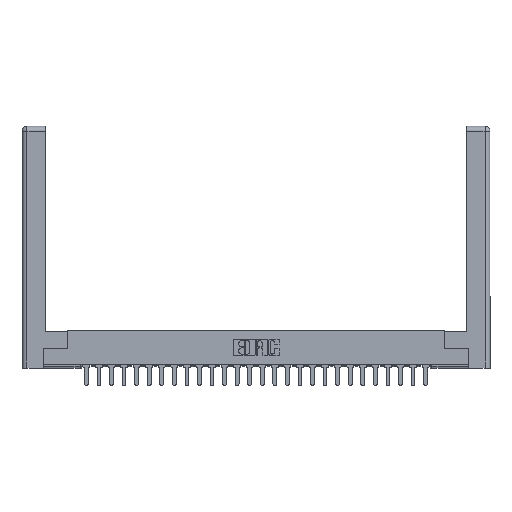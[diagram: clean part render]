
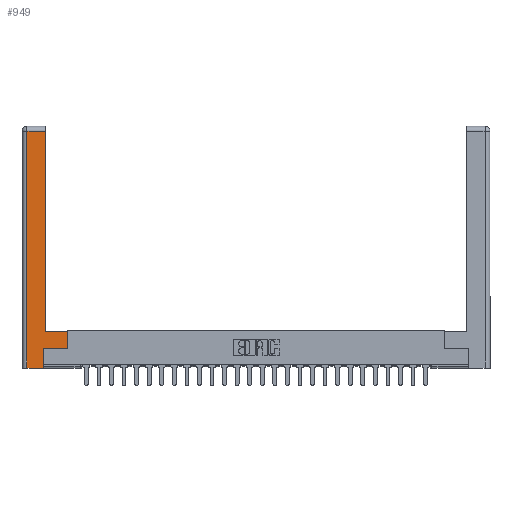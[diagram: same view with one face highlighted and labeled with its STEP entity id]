
A CAD part, top view. The second image highlights one B-rep face of the part: STEP entity #949.
In plain terms, the highlighted planar face has unit normal (0, 0, 1).
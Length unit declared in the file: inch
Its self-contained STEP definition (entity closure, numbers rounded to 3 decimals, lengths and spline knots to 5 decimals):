
#949 = ADVANCED_FACE ( 'NONE', ( #12803 ), #21846, .F. ) ;
#1131 = ORIENTED_EDGE ( 'NONE', *, *, #10493, .T. ) ;
#1154 = EDGE_CURVE ( 'NONE', #1539, #24591, #25236, .T. ) ;
#1398 = LINE ( 'NONE', #3337, #10047 ) ;
#1539 = VERTEX_POINT ( 'NONE', #22257 ) ;
#2199 = VECTOR ( 'NONE', #28441, 39.37008 ) ;
#3208 = DIRECTION ( 'NONE',  ( -1., 0., 0. ) ) ;
#3337 = CARTESIAN_POINT ( 'NONE',  ( 0.295, 0.45, 0. ) ) ;
#3568 = CARTESIAN_POINT ( 'NONE',  ( 0.0615, 2.94, 0. ) ) ;
#4578 = VECTOR ( 'NONE', #28898, 39.37008 ) ;
#4735 = EDGE_CURVE ( 'NONE', #8946, #18666, #24983, .T. ) ;
#5764 = LINE ( 'NONE', #17150, #20867 ) ;
#6151 = CARTESIAN_POINT ( 'NONE',  ( 0., 0., 0. ) ) ;
#6192 = EDGE_CURVE ( 'NONE', #24591, #8946, #26641, .T. ) ;
#8126 = DIRECTION ( 'NONE',  ( 0., 1., 0. ) ) ;
#8497 = CARTESIAN_POINT ( 'NONE',  ( 0.295, 0.45, 0. ) ) ;
#8694 = DIRECTION ( 'NONE',  ( 1., 0., 0. ) ) ;
#8946 = VERTEX_POINT ( 'NONE', #14976 ) ;
#9807 = CARTESIAN_POINT ( 'NONE',  ( 0.295, 2.94, 0. ) ) ;
#10047 = VECTOR ( 'NONE', #27922, 39.37008 ) ;
#10493 = EDGE_CURVE ( 'NONE', #16332, #27445, #26510, .T. ) ;
#10809 = CARTESIAN_POINT ( 'NONE',  ( 0.565, 0.245, 0. ) ) ;
#10917 = ORIENTED_EDGE ( 'NONE', *, *, #1154, .T. ) ;
#11022 = VERTEX_POINT ( 'NONE', #29106 ) ;
#11029 = VECTOR ( 'NONE', #24269, 39.37008 ) ;
#11080 = ORIENTED_EDGE ( 'NONE', *, *, #22509, .T. ) ;
#11352 = ORIENTED_EDGE ( 'NONE', *, *, #21968, .T. ) ;
#11485 = LINE ( 'NONE', #10809, #4578 ) ;
#12271 = EDGE_LOOP ( 'NONE', ( #1131, #13365, #10917, #18850, #15515, #11080, #12444, #11352 ) ) ;
#12444 = ORIENTED_EDGE ( 'NONE', *, *, #21045, .T. ) ;
#12803 = FACE_OUTER_BOUND ( 'NONE', #12271, .T. ) ;
#13365 = ORIENTED_EDGE ( 'NONE', *, *, #13492, .T. ) ;
#13492 = EDGE_CURVE ( 'NONE', #27445, #1539, #19653, .T. ) ;
#14976 = CARTESIAN_POINT ( 'NONE',  ( 0.265, 0., 0. ) ) ;
#15075 = CARTESIAN_POINT ( 'NONE',  ( 0.295, 3., 0. ) ) ;
#15170 = DIRECTION ( 'NONE',  ( 0., 0., -1. ) ) ;
#15515 = ORIENTED_EDGE ( 'NONE', *, *, #4735, .T. ) ;
#16332 = VERTEX_POINT ( 'NONE', #8497 ) ;
#17150 = CARTESIAN_POINT ( 'NONE',  ( 0.565, 0.45, 0. ) ) ;
#17764 = VECTOR ( 'NONE', #20209, 39.37008 ) ;
#17876 = CARTESIAN_POINT ( 'NONE',  ( 0.0615, 0., 0. ) ) ;
#18243 = CARTESIAN_POINT ( 'NONE',  ( 0.0615, 0., 0. ) ) ;
#18666 = VERTEX_POINT ( 'NONE', #27102 ) ;
#18850 = ORIENTED_EDGE ( 'NONE', *, *, #6192, .T. ) ;
#19653 = LINE ( 'NONE', #3568, #2199 ) ;
#20209 = DIRECTION ( 'NONE',  ( 0., 1., 0. ) ) ;
#20477 = VECTOR ( 'NONE', #27907, 39.37008 ) ;
#20867 = VECTOR ( 'NONE', #8126, 39.37008 ) ;
#21045 = EDGE_CURVE ( 'NONE', #11022, #21895, #5764, .T. ) ;
#21846 = PLANE ( 'NONE',  #23367 ) ;
#21895 = VERTEX_POINT ( 'NONE', #25256 ) ;
#21968 = EDGE_CURVE ( 'NONE', #21895, #16332, #1398, .T. ) ;
#22257 = CARTESIAN_POINT ( 'NONE',  ( 0.0615, 2.94, 0. ) ) ;
#22509 = EDGE_CURVE ( 'NONE', #18666, #11022, #11485, .T. ) ;
#22609 = CARTESIAN_POINT ( 'NONE',  ( 0.265, 0.245, 0. ) ) ;
#23367 = AXIS2_PLACEMENT_3D ( 'NONE', #6151, #15170, #3208 ) ;
#24269 = DIRECTION ( 'NONE',  ( 0., 1., 0. ) ) ;
#24400 = CARTESIAN_POINT ( 'NONE',  ( 0.265, 0., 0. ) ) ;
#24591 = VERTEX_POINT ( 'NONE', #17876 ) ;
#24983 = LINE ( 'NONE', #22609, #17764 ) ;
#25236 = LINE ( 'NONE', #18243, #20477 ) ;
#25256 = CARTESIAN_POINT ( 'NONE',  ( 0.565, 0.45, 0. ) ) ;
#26510 = LINE ( 'NONE', #15075, #11029 ) ;
#26641 = LINE ( 'NONE', #24400, #26932 ) ;
#26932 = VECTOR ( 'NONE', #8694, 39.37008 ) ;
#27102 = CARTESIAN_POINT ( 'NONE',  ( 0.265, 0.245, 0. ) ) ;
#27445 = VERTEX_POINT ( 'NONE', #9807 ) ;
#27907 = DIRECTION ( 'NONE',  ( 0., -1., 0. ) ) ;
#27922 = DIRECTION ( 'NONE',  ( -1., 0., 0. ) ) ;
#28441 = DIRECTION ( 'NONE',  ( -1., 0., 0. ) ) ;
#28898 = DIRECTION ( 'NONE',  ( 1., 0., 0. ) ) ;
#29106 = CARTESIAN_POINT ( 'NONE',  ( 0.565, 0.245, 0. ) ) ;
